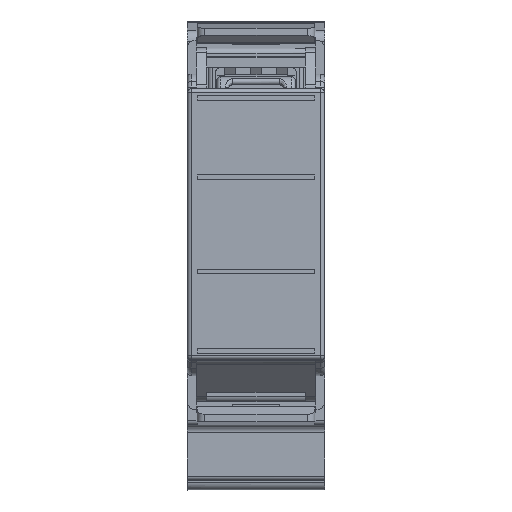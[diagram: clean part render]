
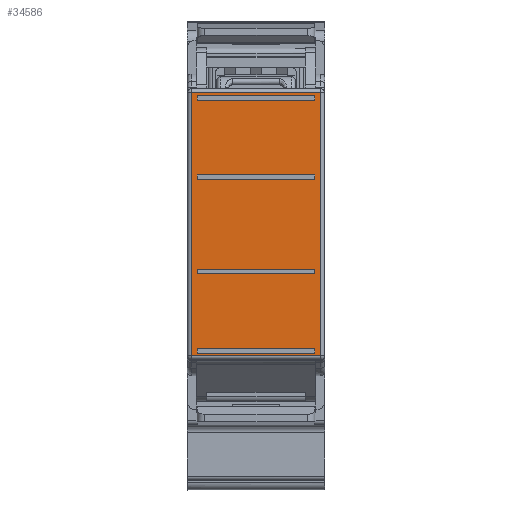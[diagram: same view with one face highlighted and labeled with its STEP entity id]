
A CAD part, top view. The second image highlights one B-rep face of the part: STEP entity #34586.
In plain terms, the highlighted planar face has unit normal (0, 0, 1).
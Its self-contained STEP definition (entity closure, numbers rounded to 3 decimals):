
#34430=AXIS2_PLACEMENT_3D('Plane Axis2P3D',#34427,#34428,#34429) ;
#32431=CARTESIAN_POINT('Vertex',(0.5,50.45,66.85)) ;
#32434=CARTESIAN_POINT('Line Origine',(17.5,50.45,66.85)) ;
#32438=CARTESIAN_POINT('Vertex',(17.,50.45,66.85)) ;
#33782=CARTESIAN_POINT('Line Origine',(17.,50.95,66.85)) ;
#33786=CARTESIAN_POINT('Vertex',(17.,16.95,66.85)) ;
#34427=CARTESIAN_POINT('Axis2P3D Location',(17.5,50.95,66.85)) ;
#34432=CARTESIAN_POINT('Line Origine',(0.5,33.7,66.85)) ;
#34436=CARTESIAN_POINT('Vertex',(0.5,16.95,66.85)) ;
#34439=CARTESIAN_POINT('Line Origine',(8.75,16.95,66.85)) ;
#34450=CARTESIAN_POINT('Line Origine',(8.75,17.3,66.85)) ;
#34454=CARTESIAN_POINT('Vertex',(1.25,17.3,66.85)) ;
#34456=CARTESIAN_POINT('Vertex',(16.25,17.3,66.85)) ;
#34459=CARTESIAN_POINT('Line Origine',(1.25,17.6,66.85)) ;
#34463=CARTESIAN_POINT('Vertex',(1.25,17.9,66.85)) ;
#34466=CARTESIAN_POINT('Line Origine',(8.75,17.9,66.85)) ;
#34470=CARTESIAN_POINT('Vertex',(16.25,17.9,66.85)) ;
#34473=CARTESIAN_POINT('Line Origine',(16.25,17.6,66.85)) ;
#34484=CARTESIAN_POINT('Line Origine',(8.75,28.,66.85)) ;
#34488=CARTESIAN_POINT('Vertex',(16.25,28.,66.85)) ;
#34490=CARTESIAN_POINT('Vertex',(1.25,28.,66.85)) ;
#34493=CARTESIAN_POINT('Line Origine',(16.25,27.7,66.85)) ;
#34497=CARTESIAN_POINT('Vertex',(16.25,27.4,66.85)) ;
#34500=CARTESIAN_POINT('Line Origine',(8.75,27.4,66.85)) ;
#34504=CARTESIAN_POINT('Vertex',(1.25,27.4,66.85)) ;
#34507=CARTESIAN_POINT('Line Origine',(1.25,27.7,66.85)) ;
#34518=CARTESIAN_POINT('Line Origine',(8.75,39.4,66.85)) ;
#34522=CARTESIAN_POINT('Vertex',(1.25,39.4,66.85)) ;
#34524=CARTESIAN_POINT('Vertex',(16.25,39.4,66.85)) ;
#34527=CARTESIAN_POINT('Line Origine',(1.25,39.7,66.85)) ;
#34531=CARTESIAN_POINT('Vertex',(1.25,40.,66.85)) ;
#34534=CARTESIAN_POINT('Line Origine',(8.75,40.,66.85)) ;
#34538=CARTESIAN_POINT('Vertex',(16.25,40.,66.85)) ;
#34541=CARTESIAN_POINT('Line Origine',(16.25,39.7,66.85)) ;
#34552=CARTESIAN_POINT('Line Origine',(1.25,49.8,66.85)) ;
#34556=CARTESIAN_POINT('Vertex',(1.25,50.1,66.85)) ;
#34558=CARTESIAN_POINT('Vertex',(1.25,49.5,66.85)) ;
#34561=CARTESIAN_POINT('Line Origine',(8.75,50.1,66.85)) ;
#34565=CARTESIAN_POINT('Vertex',(16.25,50.1,66.85)) ;
#34568=CARTESIAN_POINT('Line Origine',(16.25,49.8,66.85)) ;
#34572=CARTESIAN_POINT('Vertex',(16.25,49.5,66.85)) ;
#34575=CARTESIAN_POINT('Line Origine',(8.75,49.5,66.85)) ;
#32435=DIRECTION('Vector Direction',(1.,0.,0.)) ;
#33783=DIRECTION('Vector Direction',(0.,-1.,0.)) ;
#34428=DIRECTION('Axis2P3D Direction',(0.,0.,1.)) ;
#34429=DIRECTION('Axis2P3D XDirection',(0.,1.,0.)) ;
#34433=DIRECTION('Vector Direction',(0.,-1.,0.)) ;
#34440=DIRECTION('Vector Direction',(1.,0.,0.)) ;
#34451=DIRECTION('Vector Direction',(1.,0.,0.)) ;
#34460=DIRECTION('Vector Direction',(0.,-1.,0.)) ;
#34467=DIRECTION('Vector Direction',(-1.,0.,0.)) ;
#34474=DIRECTION('Vector Direction',(0.,1.,0.)) ;
#34485=DIRECTION('Vector Direction',(-1.,0.,0.)) ;
#34494=DIRECTION('Vector Direction',(0.,1.,0.)) ;
#34501=DIRECTION('Vector Direction',(1.,0.,0.)) ;
#34508=DIRECTION('Vector Direction',(0.,-1.,0.)) ;
#34519=DIRECTION('Vector Direction',(1.,0.,0.)) ;
#34528=DIRECTION('Vector Direction',(0.,-1.,0.)) ;
#34535=DIRECTION('Vector Direction',(-1.,0.,0.)) ;
#34542=DIRECTION('Vector Direction',(0.,1.,0.)) ;
#34553=DIRECTION('Vector Direction',(0.,-1.,0.)) ;
#34562=DIRECTION('Vector Direction',(-1.,0.,0.)) ;
#34569=DIRECTION('Vector Direction',(0.,1.,0.)) ;
#34576=DIRECTION('Vector Direction',(1.,0.,0.)) ;
#32436=VECTOR('Line Direction',#32435,1.) ;
#33784=VECTOR('Line Direction',#33783,1.) ;
#34434=VECTOR('Line Direction',#34433,1.) ;
#34441=VECTOR('Line Direction',#34440,1.) ;
#34452=VECTOR('Line Direction',#34451,1.) ;
#34461=VECTOR('Line Direction',#34460,1.) ;
#34468=VECTOR('Line Direction',#34467,1.) ;
#34475=VECTOR('Line Direction',#34474,1.) ;
#34486=VECTOR('Line Direction',#34485,1.) ;
#34495=VECTOR('Line Direction',#34494,1.) ;
#34502=VECTOR('Line Direction',#34501,1.) ;
#34509=VECTOR('Line Direction',#34508,1.) ;
#34520=VECTOR('Line Direction',#34519,1.) ;
#34529=VECTOR('Line Direction',#34528,1.) ;
#34536=VECTOR('Line Direction',#34535,1.) ;
#34543=VECTOR('Line Direction',#34542,1.) ;
#34554=VECTOR('Line Direction',#34553,1.) ;
#34563=VECTOR('Line Direction',#34562,1.) ;
#34570=VECTOR('Line Direction',#34569,1.) ;
#34577=VECTOR('Line Direction',#34576,1.) ;
#34445=ORIENTED_EDGE('',*,*,#34438,.T.) ;
#34446=ORIENTED_EDGE('',*,*,#34443,.T.) ;
#34447=ORIENTED_EDGE('',*,*,#33788,.T.) ;
#34448=ORIENTED_EDGE('',*,*,#32440,.T.) ;
#34479=ORIENTED_EDGE('',*,*,#34458,.F.) ;
#34480=ORIENTED_EDGE('',*,*,#34465,.F.) ;
#34481=ORIENTED_EDGE('',*,*,#34472,.F.) ;
#34482=ORIENTED_EDGE('',*,*,#34477,.F.) ;
#34513=ORIENTED_EDGE('',*,*,#34492,.F.) ;
#34514=ORIENTED_EDGE('',*,*,#34499,.F.) ;
#34515=ORIENTED_EDGE('',*,*,#34506,.F.) ;
#34516=ORIENTED_EDGE('',*,*,#34511,.F.) ;
#34547=ORIENTED_EDGE('',*,*,#34526,.F.) ;
#34548=ORIENTED_EDGE('',*,*,#34533,.F.) ;
#34549=ORIENTED_EDGE('',*,*,#34540,.F.) ;
#34550=ORIENTED_EDGE('',*,*,#34545,.F.) ;
#34581=ORIENTED_EDGE('',*,*,#34560,.F.) ;
#34582=ORIENTED_EDGE('',*,*,#34567,.F.) ;
#34583=ORIENTED_EDGE('',*,*,#34574,.F.) ;
#34584=ORIENTED_EDGE('',*,*,#34579,.F.) ;
#34483=FACE_BOUND('',#34478,.T.) ;
#34517=FACE_BOUND('',#34512,.T.) ;
#34551=FACE_BOUND('',#34546,.T.) ;
#34585=FACE_BOUND('',#34580,.T.) ;
#34586=ADVANCED_FACE('Hauptk\X2\00F6\X0\rper',(#34449,#34483,#34517,#34551,#34585),#34431,.T.) ;
#32440=EDGE_CURVE('',#32439,#32432,#32437,.F.) ;
#33788=EDGE_CURVE('',#33787,#32439,#33785,.F.) ;
#34438=EDGE_CURVE('',#32432,#34437,#34435,.T.) ;
#34443=EDGE_CURVE('',#34437,#33787,#34442,.T.) ;
#34458=EDGE_CURVE('',#34455,#34457,#34453,.T.) ;
#34465=EDGE_CURVE('',#34464,#34455,#34462,.T.) ;
#34472=EDGE_CURVE('',#34471,#34464,#34469,.T.) ;
#34477=EDGE_CURVE('',#34457,#34471,#34476,.T.) ;
#34492=EDGE_CURVE('',#34489,#34491,#34487,.T.) ;
#34499=EDGE_CURVE('',#34498,#34489,#34496,.T.) ;
#34506=EDGE_CURVE('',#34505,#34498,#34503,.T.) ;
#34511=EDGE_CURVE('',#34491,#34505,#34510,.T.) ;
#34526=EDGE_CURVE('',#34523,#34525,#34521,.T.) ;
#34533=EDGE_CURVE('',#34532,#34523,#34530,.T.) ;
#34540=EDGE_CURVE('',#34539,#34532,#34537,.T.) ;
#34545=EDGE_CURVE('',#34525,#34539,#34544,.T.) ;
#34560=EDGE_CURVE('',#34557,#34559,#34555,.T.) ;
#34567=EDGE_CURVE('',#34566,#34557,#34564,.T.) ;
#34574=EDGE_CURVE('',#34573,#34566,#34571,.T.) ;
#34579=EDGE_CURVE('',#34559,#34573,#34578,.T.) ;
#34444=EDGE_LOOP('',(#34445,#34446,#34447,#34448)) ;
#34478=EDGE_LOOP('',(#34479,#34480,#34481,#34482)) ;
#34512=EDGE_LOOP('',(#34513,#34514,#34515,#34516)) ;
#34546=EDGE_LOOP('',(#34547,#34548,#34549,#34550)) ;
#34580=EDGE_LOOP('',(#34581,#34582,#34583,#34584)) ;
#34449=FACE_OUTER_BOUND('',#34444,.T.) ;
#32437=LINE('Line',#32434,#32436) ;
#33785=LINE('Line',#33782,#33784) ;
#34435=LINE('Line',#34432,#34434) ;
#34442=LINE('Line',#34439,#34441) ;
#34453=LINE('Line',#34450,#34452) ;
#34462=LINE('Line',#34459,#34461) ;
#34469=LINE('Line',#34466,#34468) ;
#34476=LINE('Line',#34473,#34475) ;
#34487=LINE('Line',#34484,#34486) ;
#34496=LINE('Line',#34493,#34495) ;
#34503=LINE('Line',#34500,#34502) ;
#34510=LINE('Line',#34507,#34509) ;
#34521=LINE('Line',#34518,#34520) ;
#34530=LINE('Line',#34527,#34529) ;
#34537=LINE('Line',#34534,#34536) ;
#34544=LINE('Line',#34541,#34543) ;
#34555=LINE('Line',#34552,#34554) ;
#34564=LINE('Line',#34561,#34563) ;
#34571=LINE('Line',#34568,#34570) ;
#34578=LINE('Line',#34575,#34577) ;
#34431=PLANE('',#34430) ;
#32432=VERTEX_POINT('',#32431) ;
#32439=VERTEX_POINT('',#32438) ;
#33787=VERTEX_POINT('',#33786) ;
#34437=VERTEX_POINT('',#34436) ;
#34455=VERTEX_POINT('',#34454) ;
#34457=VERTEX_POINT('',#34456) ;
#34464=VERTEX_POINT('',#34463) ;
#34471=VERTEX_POINT('',#34470) ;
#34489=VERTEX_POINT('',#34488) ;
#34491=VERTEX_POINT('',#34490) ;
#34498=VERTEX_POINT('',#34497) ;
#34505=VERTEX_POINT('',#34504) ;
#34523=VERTEX_POINT('',#34522) ;
#34525=VERTEX_POINT('',#34524) ;
#34532=VERTEX_POINT('',#34531) ;
#34539=VERTEX_POINT('',#34538) ;
#34557=VERTEX_POINT('',#34556) ;
#34559=VERTEX_POINT('',#34558) ;
#34566=VERTEX_POINT('',#34565) ;
#34573=VERTEX_POINT('',#34572) ;
